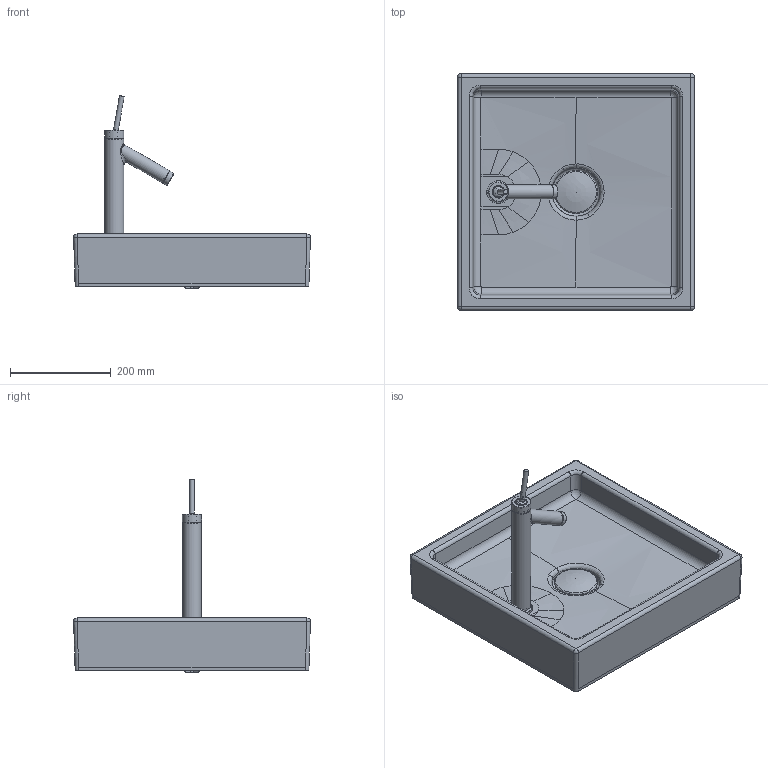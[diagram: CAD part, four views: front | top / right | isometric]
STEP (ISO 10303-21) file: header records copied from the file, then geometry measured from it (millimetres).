
FILE_DESCRIPTION((''),'2;1');
FILE_NAME('038747.stp','2011-05-27T16:58:59',('Administrator'),(''),'Autodesk Inventor 2011','Autodesk Inventor 2011','');
FILE_SCHEMA(('AUTOMOTIVE_DESIGN { 1 0 10303 214 1 1 1 1 }'));
Length unit declared in the file: millimetre
Products named in the file (9): 038747; Stopfen STARCK1 abgerundet; Armatur STARCK1 hoch; GK-  WTM Highriser Starck Puro Duravit 1000052029_PPA_000_A0; Perlatorhuelse Starck M24x1 1000000101_PPA_000_A0; WT Griff Starck Puro 1000000125_PPA_000_A4; Abdeckrosette WTM-AX Starck 1000000199_PPA_000_A4; Perlatoreinsatz Rubit Softy 8,3l_min(EB)___1000000430_PPA_000_A0
Assembly tree (8 placements, depth 3):
  038747
    038747
    Stopfen STARCK1 abgerundet
    Armatur STARCK1 hoch
      GK-  WTM Highriser Starck Puro Duravit 1000052029_PPA_000_A0
      Perlatorhuelse Starck M24x1 1000000101_PPA_000_A0
      WT Griff Starck Puro 1000000125_PPA_000_A4
      Abdeckrosette WTM-AX Starck 1000000199_PPA_000_A4
      Perlatoreinsatz Rubit Softy 8,3l_min(EB)___1000000430_PPA_000_A0
Bounding box: 469.99 x 469.99 x 382.39 mm (x, y, z)
Volume: 9562929.8 mm3; surface area: 843625.2 mm2
Topology: 9 solids, 9 shells, 677 faces, 1874 edges, 1190 vertices
Faces by surface type: plane 268, cylinder 192, bspline 116, cone 52, torus 37, sphere 12
Full cylindrical faces by diameter (mm): 3.188 x1, 3.3 x1, 4 x1, 4.2 x1, 5.15 x1, 5.4 x1, 7 x1, 8.6 x1, 9.5 x1, 12 x3, 13.6 x1, 14 x1, 15 x2, 17 x1, 18 x1, 18.6 x1, 19 x1, 20 x1, 20.5 x1, 20.929 x1, 20.95 x1, 21 x1, 22.4 x1, 23.017 x1, 24 x1, 24.5 x1, 26 x1, 28 x2, 30.7 x1, 31 x1
Entity records: 33042 total; most frequent: CARTESIAN_POINT 16277, ORIENTED_EDGE 3468, DIRECTION 3003, EDGE_CURVE 1734, VERTEX_POINT 1166, AXIS2_PLACEMENT_3D 1143, EDGE_LOOP 870, VECTOR 717
